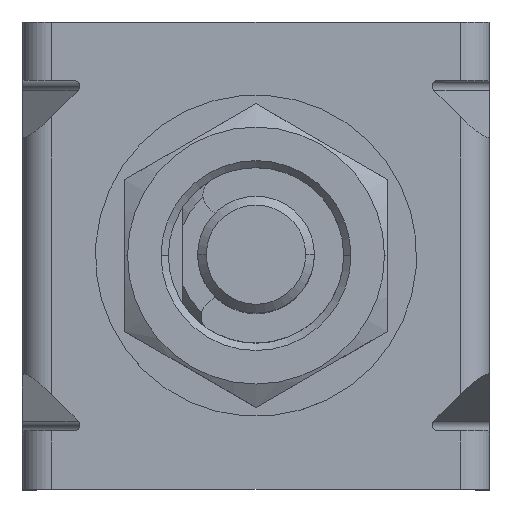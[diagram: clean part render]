
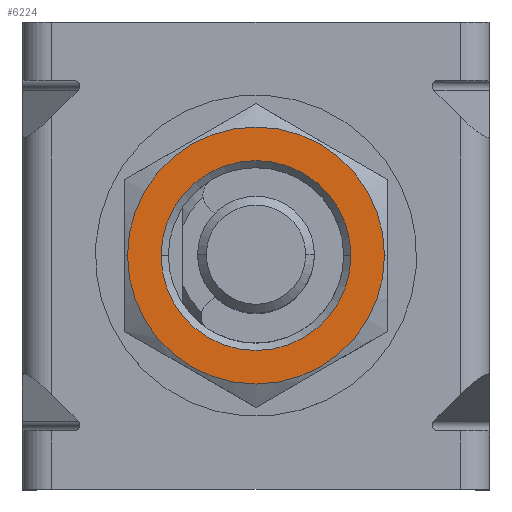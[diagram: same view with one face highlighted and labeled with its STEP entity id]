
A CAD part, top view. The second image highlights one B-rep face of the part: STEP entity #6224.
In plain terms, the highlighted planar face has unit normal (0, 0, 1).
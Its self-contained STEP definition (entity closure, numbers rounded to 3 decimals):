
#331 = DIRECTION ( 'NONE',  ( -1., 0., 0. ) ) ;
#883 = VERTEX_POINT ( 'NONE', #15608 ) ;
#1277 = EDGE_CURVE ( 'NONE', #10718, #3441, #13512, .T. ) ;
#1279 = EDGE_LOOP ( 'NONE', ( #6974, #10526 ) ) ;
#1414 = CARTESIAN_POINT ( 'NONE',  ( 0., 0., 2. ) ) ;
#1957 = EDGE_CURVE ( 'NONE', #14624, #883, #13701, .T. ) ;
#2512 = CIRCLE ( 'NONE', #7831, 4.4 ) ;
#2992 = AXIS2_PLACEMENT_3D ( 'NONE', #11814, #6887, #9516 ) ;
#2994 = DIRECTION ( 'NONE',  ( 0., 0., -1. ) ) ;
#3441 = VERTEX_POINT ( 'NONE', #7928 ) ;
#4661 = FACE_BOUND ( 'NONE', #1279, .T. ) ;
#5131 = CARTESIAN_POINT ( 'NONE',  ( 4.4, 0., 2. ) ) ;
#5281 = CARTESIAN_POINT ( 'NONE',  ( 0., 0., 2. ) ) ;
#5392 = ORIENTED_EDGE ( 'NONE', *, *, #1957, .F. ) ;
#5811 = FACE_OUTER_BOUND ( 'NONE', #11966, .T. ) ;
#6224 = ADVANCED_FACE ( 'NONE', ( #5811, #4661 ), #7892, .F. ) ;
#6371 = EDGE_CURVE ( 'NONE', #883, #14624, #2512, .T. ) ;
#6681 = DIRECTION ( 'NONE',  ( -1., 0., 0. ) ) ;
#6887 = DIRECTION ( 'NONE',  ( 0., 0., -1. ) ) ;
#6974 = ORIENTED_EDGE ( 'NONE', *, *, #8937, .T. ) ;
#7354 = CIRCLE ( 'NONE', #12922, 3.25 ) ;
#7831 = AXIS2_PLACEMENT_3D ( 'NONE', #7943, #2994, #6681 ) ;
#7892 = PLANE ( 'NONE',  #12819 ) ;
#7928 = CARTESIAN_POINT ( 'NONE',  ( 3.25, 0., 2. ) ) ;
#7943 = CARTESIAN_POINT ( 'NONE',  ( 0., 0., 2. ) ) ;
#8937 = EDGE_CURVE ( 'NONE', #3441, #10718, #7354, .T. ) ;
#9516 = DIRECTION ( 'NONE',  ( -1., 0., 0. ) ) ;
#10070 = DIRECTION ( 'NONE',  ( 0., 0., -1. ) ) ;
#10234 = DIRECTION ( 'NONE',  ( 0., 0., -1. ) ) ;
#10408 = CARTESIAN_POINT ( 'NONE',  ( -3.25, 0., 2. ) ) ;
#10526 = ORIENTED_EDGE ( 'NONE', *, *, #1277, .T. ) ;
#10718 = VERTEX_POINT ( 'NONE', #10408 ) ;
#11400 = DIRECTION ( 'NONE',  ( 1., 0., 0. ) ) ;
#11409 = AXIS2_PLACEMENT_3D ( 'NONE', #1414, #10070, #11400 ) ;
#11814 = CARTESIAN_POINT ( 'NONE',  ( 0., 0., 2. ) ) ;
#11966 = EDGE_LOOP ( 'NONE', ( #12735, #5392 ) ) ;
#12735 = ORIENTED_EDGE ( 'NONE', *, *, #6371, .F. ) ;
#12819 = AXIS2_PLACEMENT_3D ( 'NONE', #13968, #15211, #331 ) ;
#12922 = AXIS2_PLACEMENT_3D ( 'NONE', #5281, #10234, #13910 ) ;
#13512 = CIRCLE ( 'NONE', #11409, 3.25 ) ;
#13701 = CIRCLE ( 'NONE', #2992, 4.4 ) ;
#13910 = DIRECTION ( 'NONE',  ( 1., 0., 0. ) ) ;
#13968 = CARTESIAN_POINT ( 'NONE',  ( -4.5, -2.598, 2. ) ) ;
#14624 = VERTEX_POINT ( 'NONE', #5131 ) ;
#15211 = DIRECTION ( 'NONE',  ( 0., 0., -1. ) ) ;
#15608 = CARTESIAN_POINT ( 'NONE',  ( -4.4, 0., 2. ) ) ;
